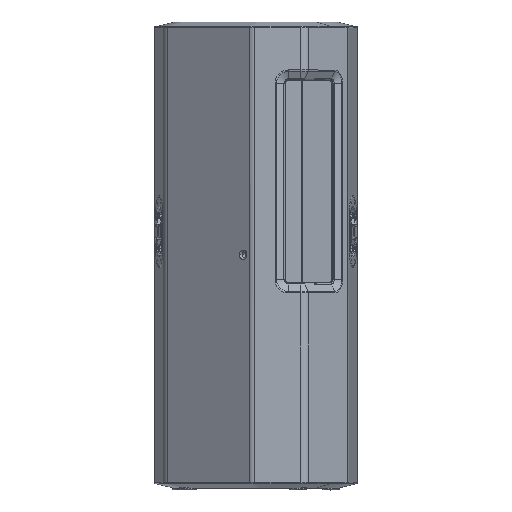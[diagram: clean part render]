
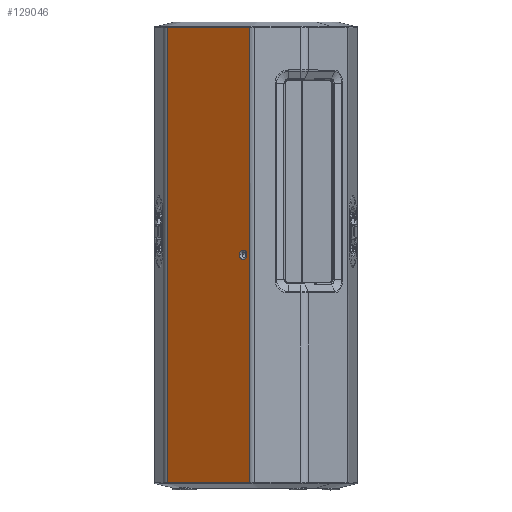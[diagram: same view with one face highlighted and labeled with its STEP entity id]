
A CAD part, top view. The second image highlights one B-rep face of the part: STEP entity #129046.
In plain terms, the highlighted planar face has unit normal (-0.574, 0, 0.819).
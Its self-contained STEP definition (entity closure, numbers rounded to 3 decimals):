
#623 = VECTOR ( 'NONE', #17644, 1000. ) ;
#7580 = LINE ( 'NONE', #32813, #40936 ) ;
#8383 = CARTESIAN_POINT ( 'NONE',  ( -102.106, 485.938, 122.405 ) ) ;
#8834 = CARTESIAN_POINT ( 'NONE',  ( -20.708, 485.938, 179.4 ) ) ;
#10447 = CARTESIAN_POINT ( 'NONE',  ( -91.103, 487.5, 130.109 ) ) ;
#12874 = DIRECTION ( 'NONE',  ( 0., -1., 0. ) ) ;
#15245 = CARTESIAN_POINT ( 'NONE',  ( -188.077, -485.938, 62.207 ) ) ;
#15691 = CARTESIAN_POINT ( 'NONE',  ( -102.106, -485.938, 122.405 ) ) ;
#17644 = DIRECTION ( 'NONE',  ( 0., 1., 0. ) ) ;
#19921 = CARTESIAN_POINT ( 'NONE',  ( -189.449, 485.94, 61.247 ) ) ;
#20218 = PLANE ( 'NONE',  #29894 ) ;
#21249 = AXIS2_PLACEMENT_3D ( 'NONE', #75432, #86088, #54577 ) ;
#21726 = CARTESIAN_POINT ( 'NONE',  ( -14.306, 485.938, 183.883 ) ) ;
#22615 = CARTESIAN_POINT ( 'NONE',  ( -14.306, 485.938, 183.883 ) ) ;
#23629 = FACE_BOUND ( 'NONE', #64078, .T. ) ;
#25416 = CARTESIAN_POINT ( 'NONE',  ( -20.708, -485.938, 179.4 ) ) ;
#27193 = CARTESIAN_POINT ( 'NONE',  ( -27.111, -485.938, 174.917 ) ) ;
#29693 = CARTESIAN_POINT ( 'NONE',  ( -189.906, 485.937, 60.927 ) ) ;
#29894 = AXIS2_PLACEMENT_3D ( 'NONE', #10447, #92182, #122823 ) ;
#29956 = EDGE_CURVE ( 'NONE', #98705, #107766, #96880, .T. ) ;
#30118 = CARTESIAN_POINT ( 'NONE',  ( -186.705, 485.938, 63.168 ) ) ;
#30273 = VERTEX_POINT ( 'NONE', #22615 ) ;
#30768 = LINE ( 'NONE', #124338, #623 ) ;
#31947 = CARTESIAN_POINT ( 'NONE',  ( -14.764, 485.94, 183.563 ) ) ;
#32813 = CARTESIAN_POINT ( 'NONE',  ( -189.906, 487.5, 60.927 ) ) ;
#33428 = CARTESIAN_POINT ( 'NONE',  ( -19.322, 0., 180.371 ) ) ;
#34631 = ORIENTED_EDGE ( 'NONE', *, *, #29956, .F. ) ;
#35612 = CARTESIAN_POINT ( 'NONE',  ( -14.306, -485.938, 183.883 ) ) ;
#36362 = EDGE_CURVE ( 'NONE', #99224, #30273, #30768, .T. ) ;
#36374 = FACE_OUTER_BOUND ( 'NONE', #93996, .T. ) ;
#36474 = CARTESIAN_POINT ( 'NONE',  ( -189.449, -485.94, 61.247 ) ) ;
#36926 = CARTESIAN_POINT ( 'NONE',  ( -65.523, -485.938, 148.021 ) ) ;
#37640 = EDGE_CURVE ( 'NONE', #107766, #98705, #112825, .T. ) ;
#38575 = CARTESIAN_POINT ( 'NONE',  ( -189.906, -485.937, 60.927 ) ) ;
#39012 = CARTESIAN_POINT ( 'NONE',  ( -39.915, 485.938, 165.952 ) ) ;
#39445 = CARTESIAN_POINT ( 'NONE',  ( -15.221, 485.938, 183.243 ) ) ;
#40936 = VECTOR ( 'NONE', #12874, 1000. ) ;
#42655 = ORIENTED_EDGE ( 'NONE', *, *, #36362, .T. ) ;
#43789 = AXIS2_PLACEMENT_3D ( 'NONE', #59118, #48872, #118739 ) ;
#46261 = CARTESIAN_POINT ( 'NONE',  ( -17.507, -485.938, 181.642 ) ) ;
#46725 = CARTESIAN_POINT ( 'NONE',  ( -183.504, -485.938, 65.409 ) ) ;
#48872 = DIRECTION ( 'NONE',  ( -0.574, 0., 0.819 ) ) ;
#50129 = CARTESIAN_POINT ( 'NONE',  ( -17.507, 485.938, 181.642 ) ) ;
#54577 = DIRECTION ( 'NONE',  ( 0.819, 0., 0.574 ) ) ;
#57419 = CARTESIAN_POINT ( 'NONE',  ( -186.705, -485.938, 63.168 ) ) ;
#57878 = CARTESIAN_POINT ( 'NONE',  ( -189.906, -485.937, 60.927 ) ) ;
#58091 = ORIENTED_EDGE ( 'NONE', *, *, #78633, .T. ) ;
#59018 = CARTESIAN_POINT ( 'NONE',  ( -188.077, 485.938, 62.207 ) ) ;
#59118 = CARTESIAN_POINT ( 'NONE',  ( -27.514, 0., 174.635 ) ) ;
#59160 = EDGE_CURVE ( 'NONE', #68281, #86200, #7580, .T. ) ;
#59720 = B_SPLINE_CURVE_WITH_KNOTS ( 'NONE', 3,
 ( #21726, #31947, #39445, #91011, #50129, #8834, #119924, #39012, #121207, #8383, #120778, #60356, #130590, #129713, #30118, #59018, #69661, #19921, #29693 ),
 .UNSPECIFIED., .F., .F.,
 ( 4, 2, 1, 1, 1, 1, 1, 1, 1, 1, 1, 1, 1, 2, 4 ),
 ( 0., 0.002, 0.003, 0.007, 0.013, 0.027, 0.054, 0.107, 0.161, 0.188, 0.201, 0.208, 0.211, 0.213, 0.214 ),
 .UNSPECIFIED. ) ;
#60356 = CARTESIAN_POINT ( 'NONE',  ( -164.298, 485.938, 78.858 ) ) ;
#64078 = EDGE_LOOP ( 'NONE', ( #34631, #125166 ) ) ;
#68046 = CARTESIAN_POINT ( 'NONE',  ( -15.221, -485.938, 183.243 ) ) ;
#68281 = VERTEX_POINT ( 'NONE', #70496 ) ;
#69661 = CARTESIAN_POINT ( 'NONE',  ( -188.992, 485.938, 61.567 ) ) ;
#70496 = CARTESIAN_POINT ( 'NONE',  ( -189.906, 485.937, 60.927 ) ) ;
#75432 = CARTESIAN_POINT ( 'NONE',  ( -27.514, 0., 174.635 ) ) ;
#76518 = CARTESIAN_POINT ( 'NONE',  ( -138.69, -485.938, 96.789 ) ) ;
#78633 = EDGE_CURVE ( 'NONE', #86200, #99224, #94984, .T. ) ;
#86088 = DIRECTION ( 'NONE',  ( -0.574, 0., 0.819 ) ) ;
#86200 = VERTEX_POINT ( 'NONE', #38575 ) ;
#86308 = CARTESIAN_POINT ( 'NONE',  ( -16.136, -485.938, 182.602 ) ) ;
#87569 = CARTESIAN_POINT ( 'NONE',  ( -14.306, -485.938, 183.883 ) ) ;
#90698 = ORIENTED_EDGE ( 'NONE', *, *, #59160, .T. ) ;
#91011 = CARTESIAN_POINT ( 'NONE',  ( -16.136, 485.938, 182.602 ) ) ;
#92182 = DIRECTION ( 'NONE',  ( 0.574, 0., -0.819 ) ) ;
#93996 = EDGE_LOOP ( 'NONE', ( #90698, #58091, #42655, #111955 ) ) ;
#94984 = B_SPLINE_CURVE_WITH_KNOTS ( 'NONE', 3,
 ( #57878, #36474, #107648, #15245, #57419, #46725, #128513, #117881, #76518, #15691, #36926, #108096, #27193, #25416, #46261, #86308, #68046, #128069, #35612 ),
 .UNSPECIFIED., .F., .F.,
 ( 4, 2, 1, 1, 1, 1, 1, 1, 1, 1, 1, 1, 1, 2, 4 ),
 ( 0., 0.002, 0.003, 0.007, 0.013, 0.027, 0.054, 0.107, 0.161, 0.188, 0.201, 0.208, 0.211, 0.213, 0.214 ),
 .UNSPECIFIED. ) ;
#96880 = CIRCLE ( 'NONE', #43789, 10. ) ;
#98705 = VERTEX_POINT ( 'NONE', #33428 ) ;
#99224 = VERTEX_POINT ( 'NONE', #87569 ) ;
#107648 = CARTESIAN_POINT ( 'NONE',  ( -188.992, -485.938, 61.567 ) ) ;
#107766 = VERTEX_POINT ( 'NONE', #121191 ) ;
#108096 = CARTESIAN_POINT ( 'NONE',  ( -39.915, -485.938, 165.952 ) ) ;
#111955 = ORIENTED_EDGE ( 'NONE', *, *, #117801, .T. ) ;
#112825 = CIRCLE ( 'NONE', #21249, 10. ) ;
#117801 = EDGE_CURVE ( 'NONE', #30273, #68281, #59720, .T. ) ;
#117881 = CARTESIAN_POINT ( 'NONE',  ( -164.298, -485.938, 78.858 ) ) ;
#118739 = DIRECTION ( 'NONE',  ( 0.819, 0., 0.574 ) ) ;
#119924 = CARTESIAN_POINT ( 'NONE',  ( -27.111, 485.938, 174.917 ) ) ;
#120778 = CARTESIAN_POINT ( 'NONE',  ( -138.69, 485.938, 96.789 ) ) ;
#121191 = CARTESIAN_POINT ( 'NONE',  ( -35.705, 0., 168.899 ) ) ;
#121207 = CARTESIAN_POINT ( 'NONE',  ( -65.523, 485.938, 148.021 ) ) ;
#122823 = DIRECTION ( 'NONE',  ( -0.819, 0., -0.574 ) ) ;
#124338 = CARTESIAN_POINT ( 'NONE',  ( -14.306, 487.5, 183.883 ) ) ;
#125166 = ORIENTED_EDGE ( 'NONE', *, *, #37640, .F. ) ;
#128069 = CARTESIAN_POINT ( 'NONE',  ( -14.764, -485.94, 183.563 ) ) ;
#128513 = CARTESIAN_POINT ( 'NONE',  ( -177.102, -485.938, 69.892 ) ) ;
#129046 = ADVANCED_FACE ( 'NONE', ( #23629, #36374 ), #20218, .F. ) ;
#129713 = CARTESIAN_POINT ( 'NONE',  ( -183.504, 485.938, 65.409 ) ) ;
#130590 = CARTESIAN_POINT ( 'NONE',  ( -177.102, 485.938, 69.892 ) ) ;
